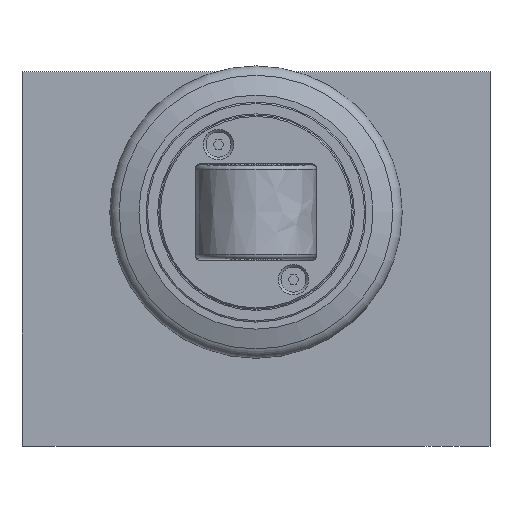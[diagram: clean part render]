
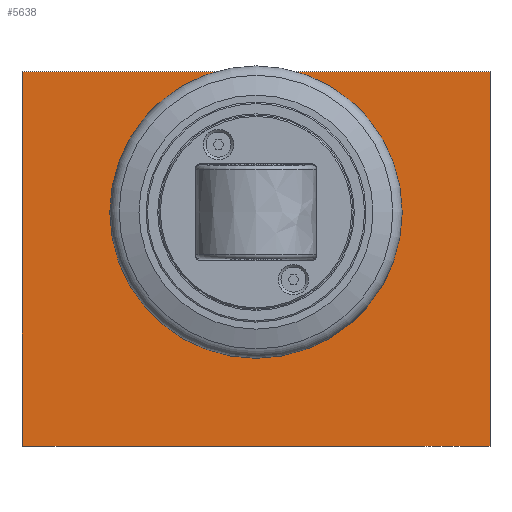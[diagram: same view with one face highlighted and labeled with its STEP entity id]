
A CAD part, front view. The second image highlights one B-rep face of the part: STEP entity #5638.
In plain terms, the highlighted planar face has unit normal (0, -1, 0).
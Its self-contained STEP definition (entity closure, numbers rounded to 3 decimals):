
#90=FACE_BOUND('',#821,.T.);
#240=PLANE('',#6153);
#504=FACE_OUTER_BOUND('',#820,.T.);
#820=EDGE_LOOP('',(#4811,#4812,#4813,#4814));
#821=EDGE_LOOP('',(#4815));
#1306=LINE('',#9257,#1836);
#1311=LINE('',#9271,#1841);
#1329=LINE('',#9337,#1859);
#1332=LINE('',#9341,#1862);
#1836=VECTOR('',#7464,10.);
#1841=VECTOR('',#7475,10.);
#1859=VECTOR('',#7533,10.);
#1862=VECTOR('',#7538,10.);
#2177=CIRCLE('',#6154,20.5);
#2650=VERTEX_POINT('',#9254);
#2651=VERTEX_POINT('',#9256);
#2657=VERTEX_POINT('',#9270);
#2685=VERTEX_POINT('',#9336);
#2694=VERTEX_POINT('',#9370);
#3392=EDGE_CURVE('',#2651,#2650,#1306,.T.);
#3399=EDGE_CURVE('',#2657,#2651,#1311,.T.);
#3432=EDGE_CURVE('',#2657,#2685,#1329,.T.);
#3435=EDGE_CURVE('',#2685,#2650,#1332,.T.);
#3449=EDGE_CURVE('',#2694,#2694,#2177,.T.);
#4811=ORIENTED_EDGE('',*,*,#3392,.T.);
#4812=ORIENTED_EDGE('',*,*,#3435,.F.);
#4813=ORIENTED_EDGE('',*,*,#3432,.F.);
#4814=ORIENTED_EDGE('',*,*,#3399,.T.);
#4815=ORIENTED_EDGE('',*,*,#3449,.T.);
#5638=ADVANCED_FACE('',(#504,#90),#240,.T.);
#6153=AXIS2_PLACEMENT_3D('',#9369,#7564,#7565);
#6154=AXIS2_PLACEMENT_3D('',#9371,#7566,#7567);
#7464=DIRECTION('',(0.,0.,1.));
#7475=DIRECTION('',(1.,0.,0.));
#7533=DIRECTION('',(0.,0.,1.));
#7538=DIRECTION('',(1.,0.,0.));
#7564=DIRECTION('center_axis',(0.,-1.,0.));
#7565=DIRECTION('ref_axis',(0.,0.,-1.));
#7566=DIRECTION('center_axis',(0.,1.,0.));
#7567=DIRECTION('ref_axis',(0.,0.,
1.));
#9254=CARTESIAN_POINT('',(100.,0.,80.));
#9256=CARTESIAN_POINT('',(100.,0.,0.));
#9257=CARTESIAN_POINT('',(100.,0.,0.));
#9270=CARTESIAN_POINT('',(0.,0.,0.));
#9271=CARTESIAN_POINT('',(0.,0.,0.));
#9336=CARTESIAN_POINT('',(0.,0.,80.));
#9337=CARTESIAN_POINT('',(0.,0.,0.));
#9341=CARTESIAN_POINT('',(0.,0.,80.));
#9369=CARTESIAN_POINT('Origin',(0.,0.,0.));
#9370=CARTESIAN_POINT('',(50.,0.,29.5));
#9371=CARTESIAN_POINT('Origin',(50.,0.,50.));
